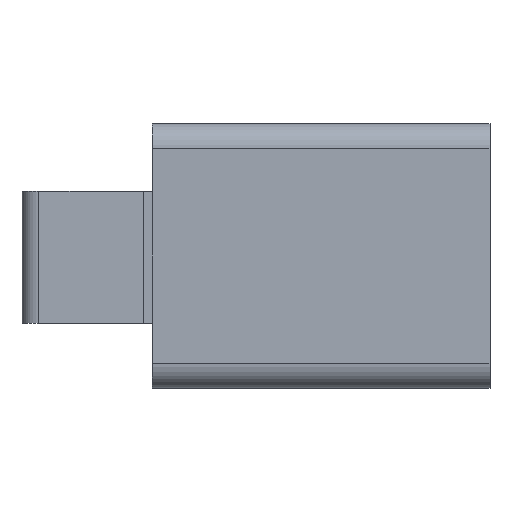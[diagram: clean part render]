
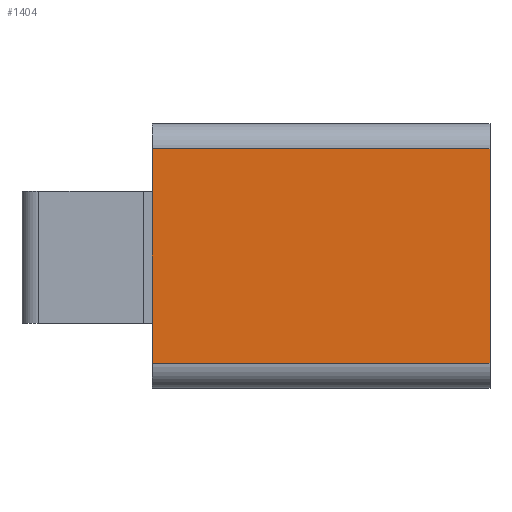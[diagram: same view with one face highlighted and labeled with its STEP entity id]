
A CAD part, left-side view. The second image highlights one B-rep face of the part: STEP entity #1404.
In plain terms, the highlighted planar face has unit normal (1, 0, 0).
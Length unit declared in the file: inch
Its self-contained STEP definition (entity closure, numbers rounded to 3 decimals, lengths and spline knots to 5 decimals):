
#40=PLANE('',#1592);
#127=FACE_OUTER_BOUND('',#176,.T.);
#176=EDGE_LOOP('',(#1210,#1211,#1212,#1213));
#328=LINE('',#2244,#518);
#329=LINE('',#2246,#519);
#330=LINE('',#2248,#520);
#331=LINE('',#2249,#521);
#518=VECTOR('',#1797,0.625);
#519=VECTOR('',#1798,0.396);
#520=VECTOR('',#1799,0.625);
#521=VECTOR('',#1800,0.396);
#726=VERTEX_POINT('',#2242);
#727=VERTEX_POINT('',#2243);
#728=VERTEX_POINT('',#2245);
#729=VERTEX_POINT('',#2247);
#968=EDGE_CURVE('',#726,#727,#328,.T.);
#969=EDGE_CURVE('',#727,#728,#329,.T.);
#970=EDGE_CURVE('',#728,#729,#330,.T.);
#971=EDGE_CURVE('',#729,#726,#331,.T.);
#1210=ORIENTED_EDGE('',*,*,#968,.T.);
#1211=ORIENTED_EDGE('',*,*,#969,.T.);
#1212=ORIENTED_EDGE('',*,*,#970,.T.);
#1213=ORIENTED_EDGE('',*,*,#971,.T.);
#1404=ADVANCED_FACE('',(#127),#40,.T.);
#1592=AXIS2_PLACEMENT_3D('',#2241,#1795,#1796);
#1795=DIRECTION('center_axis',(1.,0.,0.));
#1796=DIRECTION('ref_axis',(0.,0.,-1.));
#1797=DIRECTION('',(0.,-1.,0.));
#1798=DIRECTION('',(0.,0.,-1.));
#1799=DIRECTION('',(0.,1.,0.));
#1800=DIRECTION('',(0.,0.,1.));
#2241=CARTESIAN_POINT('Origin',(-0.656,0.,0.047));
#2242=CARTESIAN_POINT('',(-0.656,0.3125,0.443));
#2243=CARTESIAN_POINT('',(-0.656,-0.3125,0.443));
#2244=CARTESIAN_POINT('',(-0.656,0.3125,0.443));
#2245=CARTESIAN_POINT('',(-0.656,-0.3125,0.047));
#2246=CARTESIAN_POINT('',(-0.656,-0.3125,0.443));
#2247=CARTESIAN_POINT('',(-0.656,0.3125,0.047));
#2248=CARTESIAN_POINT('',(-0.656,-0.3125,0.047));
#2249=CARTESIAN_POINT('',(-0.656,0.3125,0.047));
